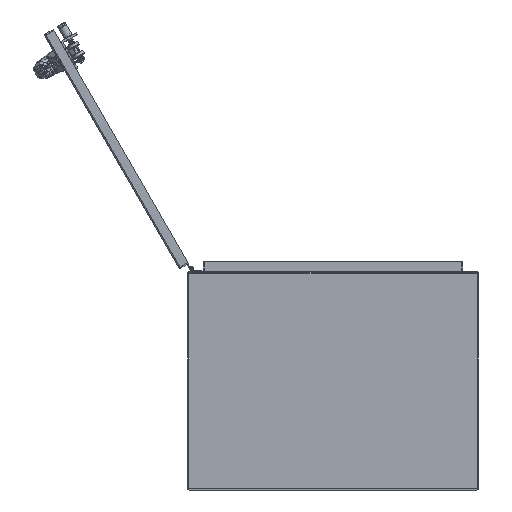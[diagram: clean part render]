
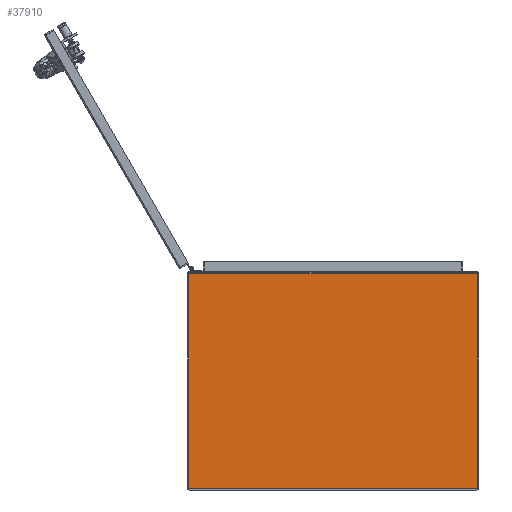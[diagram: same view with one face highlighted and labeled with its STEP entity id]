
A CAD part, front view. The second image highlights one B-rep face of the part: STEP entity #37910.
In plain terms, the highlighted face is planar.
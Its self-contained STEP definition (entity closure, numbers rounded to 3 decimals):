
#1967=PLANE($,#40458);
#2999=FACE_OUTER_BOUND($,#5396,.T.);
#5396=EDGE_LOOP($,(#25816,#25817,#25818,#25819));
#10342=LINE($,#57180,#13364);
#10348=LINE($,#57198,#13370);
#10351=LINE($,#57204,#13373);
#10352=LINE($,#57205,#13374);
#13364=VECTOR($,#45288,23.938);
#13370=VECTOR($,#45312,17.906);
#13373=VECTOR($,#45317,17.906);
#13374=VECTOR($,#45318,23.938);
#16312=VERTEX_POINT($,#57177);
#16313=VERTEX_POINT($,#57179);
#16316=VERTEX_POINT($,#57197);
#16318=VERTEX_POINT($,#57203);
#19911=EDGE_CURVE($,#16313,#16312,#10342,.T.);
#19920=EDGE_CURVE($,#16316,#16313,#10348,.T.);
#19923=EDGE_CURVE($,#16312,#16318,#10351,.T.);
#19924=EDGE_CURVE($,#16318,#16316,#10352,.T.);
#25816=ORIENTED_EDGE($,*,*,#19911,.T.);
#25817=ORIENTED_EDGE($,*,*,#19923,.T.);
#25818=ORIENTED_EDGE($,*,*,#19924,.T.);
#25819=ORIENTED_EDGE($,*,*,#19920,.T.);
#37910=ADVANCED_FACE($,(#2999),#1967,.F.);
#40458=AXIS2_PLACEMENT_3D($,#57202,#45315,#45316);
#45288=DIRECTION($,(-1.,0.,0.));
#45312=DIRECTION($,(0.,-1.,0.));
#45315=DIRECTION('center_axis',(0.,0.,1.));
#45316=DIRECTION('ref_axis',(1.,0.,0.));
#45317=DIRECTION($,(0.,1.,0.));
#45318=DIRECTION($,(1.,0.,0.));
#57177=CARTESIAN_POINT('',(0.,-17.906,0.));
#57179=CARTESIAN_POINT('',(23.938,-17.906,0.));
#57180=CARTESIAN_POINT($,(17.953,-17.906,0.));
#57197=CARTESIAN_POINT('',(23.938,0.,0.));
#57198=CARTESIAN_POINT($,(23.938,0.,0.));
#57202=CARTESIAN_POINT('Origin',(11.969,-9.016,0.));
#57203=CARTESIAN_POINT('',(0.,0.,0.));
#57204=CARTESIAN_POINT($,(0.,-18.031,0.));
#57205=CARTESIAN_POINT($,(0.,0.,0.));
